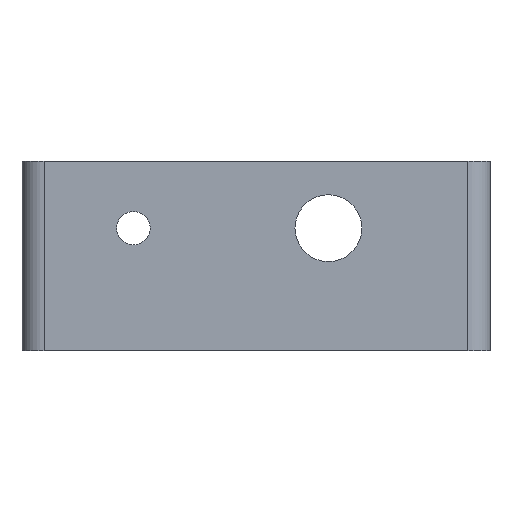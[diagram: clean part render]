
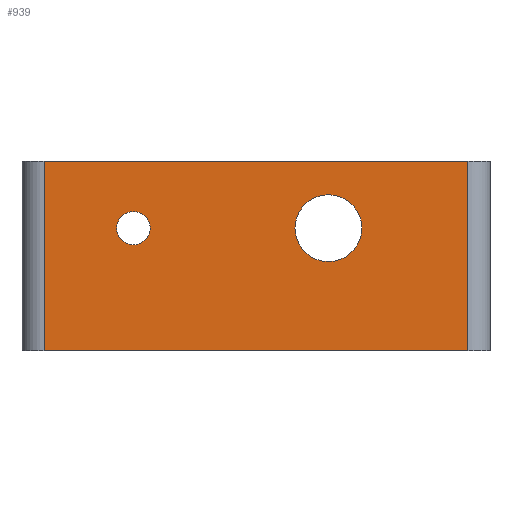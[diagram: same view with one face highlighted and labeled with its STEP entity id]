
A CAD part, front view. The second image highlights one B-rep face of the part: STEP entity #939.
In plain terms, the highlighted planar face has unit normal (0, -1, 0).
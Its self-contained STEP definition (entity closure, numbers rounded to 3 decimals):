
#231 = PLANE('',#232);
#232 = AXIS2_PLACEMENT_3D('',#233,#234,#235);
#233 = CARTESIAN_POINT('',(-3.197,-1.304,-8.5));
#234 = DIRECTION('',(0.,0.,1.));
#235 = DIRECTION('',(1.,0.,0.));
#312 = CYLINDRICAL_SURFACE('',#313,2.);
#313 = AXIS2_PLACEMENT_3D('',#314,#315,#316);
#314 = CARTESIAN_POINT('',(-22.197,-20.304,-8.5));
#315 = DIRECTION('',(0.,0.,1.));
#316 = DIRECTION('',(-0.707,-0.707,0.));
#340 = PLANE('',#341);
#341 = AXIS2_PLACEMENT_3D('',#342,#343,#344);
#342 = CARTESIAN_POINT('',(-3.197,-17.654,8.5));
#343 = DIRECTION('',(0.,0.,1.));
#344 = DIRECTION('',(1.,0.,0.));
#486 = VERTEX_POINT('',#487);
#487 = CARTESIAN_POINT('',(15.803,-22.304,-8.5));
#502 = CYLINDRICAL_SURFACE('',#503,2.);
#503 = AXIS2_PLACEMENT_3D('',#504,#505,#506);
#504 = CARTESIAN_POINT('',(15.803,-20.304,-8.5));
#505 = DIRECTION('',(0.,0.,1.));
#506 = DIRECTION('',(0.707,-0.707,0.));
#514 = EDGE_CURVE('',#515,#486,#517,.T.);
#515 = VERTEX_POINT('',#516);
#516 = CARTESIAN_POINT('',(-22.197,-22.304,-8.5));
#517 = SURFACE_CURVE('',#518,(#522,#529),.PCURVE_S1.);
#518 = LINE('',#519,#520);
#519 = CARTESIAN_POINT('',(-24.197,-22.304,-8.5));
#520 = VECTOR('',#521,1.);
#521 = DIRECTION('',(1.,0.,0.));
#522 = PCURVE('',#231,#523);
#523 = DEFINITIONAL_REPRESENTATION('',(#524),#528);
#524 = LINE('',#525,#526);
#525 = CARTESIAN_POINT('',(-21.,-21.));
#526 = VECTOR('',#527,1.);
#527 = DIRECTION('',(1.,0.));
#528 = ( GEOMETRIC_REPRESENTATION_CONTEXT(2) 
PARAMETRIC_REPRESENTATION_CONTEXT() REPRESENTATION_CONTEXT('2D SPACE',''
  ) );
#529 = PCURVE('',#530,#535);
#530 = PLANE('',#531);
#531 = AXIS2_PLACEMENT_3D('',#532,#533,#534);
#532 = CARTESIAN_POINT('',(-24.197,-22.304,-8.5));
#533 = DIRECTION('',(0.,-1.,0.));
#534 = DIRECTION('',(1.,0.,0.));
#535 = DEFINITIONAL_REPRESENTATION('',(#536),#540);
#536 = LINE('',#537,#538);
#537 = CARTESIAN_POINT('',(0.,0.));
#538 = VECTOR('',#539,1.);
#539 = DIRECTION('',(1.,0.));
#540 = ( GEOMETRIC_REPRESENTATION_CONTEXT(2) 
PARAMETRIC_REPRESENTATION_CONTEXT() REPRESENTATION_CONTEXT('2D SPACE',''
  ) );
#890 = VERTEX_POINT('',#891);
#891 = CARTESIAN_POINT('',(15.803,-22.304,8.5));
#917 = EDGE_CURVE('',#890,#486,#918,.T.);
#918 = SURFACE_CURVE('',#919,(#923,#930),.PCURVE_S1.);
#919 = LINE('',#920,#921);
#920 = CARTESIAN_POINT('',(15.803,-22.304,-8.5));
#921 = VECTOR('',#922,1.);
#922 = DIRECTION('',(0.,0.,-1.));
#923 = PCURVE('',#502,#924);
#924 = DEFINITIONAL_REPRESENTATION('',(#925),#929);
#925 = LINE('',#926,#927);
#926 = CARTESIAN_POINT('',(-0.785,0.));
#927 = VECTOR('',#928,1.);
#928 = DIRECTION('',(0.,-1.));
#929 = ( GEOMETRIC_REPRESENTATION_CONTEXT(2) 
PARAMETRIC_REPRESENTATION_CONTEXT() REPRESENTATION_CONTEXT('2D SPACE',''
  ) );
#930 = PCURVE('',#530,#931);
#931 = DEFINITIONAL_REPRESENTATION('',(#932),#936);
#932 = LINE('',#933,#934);
#933 = CARTESIAN_POINT('',(40.,0.));
#934 = VECTOR('',#935,1.);
#935 = DIRECTION('',(0.,-1.));
#936 = ( GEOMETRIC_REPRESENTATION_CONTEXT(2) 
PARAMETRIC_REPRESENTATION_CONTEXT() REPRESENTATION_CONTEXT('2D SPACE',''
  ) );
#939 = ADVANCED_FACE('',(#940,#988,#1023),#530,.T.);
#940 = FACE_BOUND('',#941,.T.);
#941 = EDGE_LOOP('',(#942,#943,#966,#987));
#942 = ORIENTED_EDGE('',*,*,#917,.F.);
#943 = ORIENTED_EDGE('',*,*,#944,.F.);
#944 = EDGE_CURVE('',#945,#890,#947,.T.);
#945 = VERTEX_POINT('',#946);
#946 = CARTESIAN_POINT('',(-22.197,-22.304,8.5));
#947 = SURFACE_CURVE('',#948,(#952,#959),.PCURVE_S1.);
#948 = LINE('',#949,#950);
#949 = CARTESIAN_POINT('',(-24.197,-22.304,8.5));
#950 = VECTOR('',#951,1.);
#951 = DIRECTION('',(1.,0.,0.));
#952 = PCURVE('',#530,#953);
#953 = DEFINITIONAL_REPRESENTATION('',(#954),#958);
#954 = LINE('',#955,#956);
#955 = CARTESIAN_POINT('',(0.,17.));
#956 = VECTOR('',#957,1.);
#957 = DIRECTION('',(1.,0.));
#958 = ( GEOMETRIC_REPRESENTATION_CONTEXT(2) 
PARAMETRIC_REPRESENTATION_CONTEXT() REPRESENTATION_CONTEXT('2D SPACE',''
  ) );
#959 = PCURVE('',#340,#960);
#960 = DEFINITIONAL_REPRESENTATION('',(#961),#965);
#961 = LINE('',#962,#963);
#962 = CARTESIAN_POINT('',(-21.,-4.65));
#963 = VECTOR('',#964,1.);
#964 = DIRECTION('',(1.,0.));
#965 = ( GEOMETRIC_REPRESENTATION_CONTEXT(2) 
PARAMETRIC_REPRESENTATION_CONTEXT() REPRESENTATION_CONTEXT('2D SPACE',''
  ) );
#966 = ORIENTED_EDGE('',*,*,#967,.F.);
#967 = EDGE_CURVE('',#515,#945,#968,.T.);
#968 = SURFACE_CURVE('',#969,(#973,#980),.PCURVE_S1.);
#969 = LINE('',#970,#971);
#970 = CARTESIAN_POINT('',(-22.197,-22.304,-8.5));
#971 = VECTOR('',#972,1.);
#972 = DIRECTION('',(0.,0.,1.));
#973 = PCURVE('',#530,#974);
#974 = DEFINITIONAL_REPRESENTATION('',(#975),#979);
#975 = LINE('',#976,#977);
#976 = CARTESIAN_POINT('',(2.,0.));
#977 = VECTOR('',#978,1.);
#978 = DIRECTION('',(0.,1.));
#979 = ( GEOMETRIC_REPRESENTATION_CONTEXT(2) 
PARAMETRIC_REPRESENTATION_CONTEXT() REPRESENTATION_CONTEXT('2D SPACE',''
  ) );
#980 = PCURVE('',#312,#981);
#981 = DEFINITIONAL_REPRESENTATION('',(#982),#986);
#982 = LINE('',#983,#984);
#983 = CARTESIAN_POINT('',(7.069,0.));
#984 = VECTOR('',#985,1.);
#985 = DIRECTION('',(0.,1.));
#986 = ( GEOMETRIC_REPRESENTATION_CONTEXT(2) 
PARAMETRIC_REPRESENTATION_CONTEXT() REPRESENTATION_CONTEXT('2D SPACE',''
  ) );
#987 = ORIENTED_EDGE('',*,*,#514,.T.);
#988 = FACE_BOUND('',#989,.T.);
#989 = EDGE_LOOP('',(#990));
#990 = ORIENTED_EDGE('',*,*,#991,.T.);
#991 = EDGE_CURVE('',#992,#992,#994,.T.);
#992 = VERTEX_POINT('',#993);
#993 = CARTESIAN_POINT('',(6.303,-22.304,2.5));
#994 = SURFACE_CURVE('',#995,(#1000,#1011),.PCURVE_S1.);
#995 = CIRCLE('',#996,3.);
#996 = AXIS2_PLACEMENT_3D('',#997,#998,#999);
#997 = CARTESIAN_POINT('',(3.303,-22.304,2.5));
#998 = DIRECTION('',(0.,1.,-0.));
#999 = DIRECTION('',(-1.,0.,0.));
#1000 = PCURVE('',#530,#1001);
#1001 = DEFINITIONAL_REPRESENTATION('',(#1002),#1010);
#1002 = ( BOUNDED_CURVE() B_SPLINE_CURVE(2,(#1003,#1004,#1005,#1006,
#1007,#1008,#1009),.UNSPECIFIED.,.T.,.F.) B_SPLINE_CURVE_WITH_KNOTS((1,2
    ,2,2,2,1),(-2.094,0.,2.094,4.189,
6.283,8.378),.UNSPECIFIED.) CURVE() 
GEOMETRIC_REPRESENTATION_ITEM() RATIONAL_B_SPLINE_CURVE((1.,0.5,1.,0.5,
1.,0.5,1.)) REPRESENTATION_ITEM('') );
#1003 = CARTESIAN_POINT('',(24.5,11.));
#1004 = CARTESIAN_POINT('',(24.5,16.196));
#1005 = CARTESIAN_POINT('',(29.,13.598));
#1006 = CARTESIAN_POINT('',(33.5,11.));
#1007 = CARTESIAN_POINT('',(29.,8.402));
#1008 = CARTESIAN_POINT('',(24.5,5.804));
#1009 = CARTESIAN_POINT('',(24.5,11.));
#1010 = ( GEOMETRIC_REPRESENTATION_CONTEXT(2) 
PARAMETRIC_REPRESENTATION_CONTEXT() REPRESENTATION_CONTEXT('2D SPACE',''
  ) );
#1011 = PCURVE('',#1012,#1017);
#1012 = CYLINDRICAL_SURFACE('',#1013,3.);
#1013 = AXIS2_PLACEMENT_3D('',#1014,#1015,#1016);
#1014 = CARTESIAN_POINT('',(3.303,-22.304,2.5));
#1015 = DIRECTION('',(0.,1.,0.));
#1016 = DIRECTION('',(-1.,0.,0.));
#1017 = DEFINITIONAL_REPRESENTATION('',(#1018),#1022);
#1018 = LINE('',#1019,#1020);
#1019 = CARTESIAN_POINT('',(0.,0.));
#1020 = VECTOR('',#1021,1.);
#1021 = DIRECTION('',(1.,0.));
#1022 = ( GEOMETRIC_REPRESENTATION_CONTEXT(2) 
PARAMETRIC_REPRESENTATION_CONTEXT() REPRESENTATION_CONTEXT('2D SPACE',''
  ) );
#1023 = FACE_BOUND('',#1024,.T.);
#1024 = EDGE_LOOP('',(#1025));
#1025 = ORIENTED_EDGE('',*,*,#1026,.T.);
#1026 = EDGE_CURVE('',#1027,#1027,#1029,.T.);
#1027 = VERTEX_POINT('',#1028);
#1028 = CARTESIAN_POINT('',(-12.697,-22.304,2.5));
#1029 = SURFACE_CURVE('',#1030,(#1035,#1046),.PCURVE_S1.);
#1030 = CIRCLE('',#1031,1.5);
#1031 = AXIS2_PLACEMENT_3D('',#1032,#1033,#1034);
#1032 = CARTESIAN_POINT('',(-14.197,-22.304,2.5));
#1033 = DIRECTION('',(0.,1.,-0.));
#1034 = DIRECTION('',(-1.,0.,0.));
#1035 = PCURVE('',#530,#1036);
#1036 = DEFINITIONAL_REPRESENTATION('',(#1037),#1045);
#1037 = ( BOUNDED_CURVE() B_SPLINE_CURVE(2,(#1038,#1039,#1040,#1041,
#1042,#1043,#1044),.UNSPECIFIED.,.T.,.F.) B_SPLINE_CURVE_WITH_KNOTS((1,2
    ,2,2,2,1),(-2.094,0.,2.094,4.189,
6.283,8.378),.UNSPECIFIED.) CURVE() 
GEOMETRIC_REPRESENTATION_ITEM() RATIONAL_B_SPLINE_CURVE((1.,0.5,1.,0.5,
1.,0.5,1.)) REPRESENTATION_ITEM('') );
#1038 = CARTESIAN_POINT('',(8.5,11.));
#1039 = CARTESIAN_POINT('',(8.5,13.598));
#1040 = CARTESIAN_POINT('',(10.75,12.299));
#1041 = CARTESIAN_POINT('',(13.,11.));
#1042 = CARTESIAN_POINT('',(10.75,9.701));
#1043 = CARTESIAN_POINT('',(8.5,8.402));
#1044 = CARTESIAN_POINT('',(8.5,11.));
#1045 = ( GEOMETRIC_REPRESENTATION_CONTEXT(2) 
PARAMETRIC_REPRESENTATION_CONTEXT() REPRESENTATION_CONTEXT('2D SPACE',''
  ) );
#1046 = PCURVE('',#1047,#1052);
#1047 = CYLINDRICAL_SURFACE('',#1048,1.5);
#1048 = AXIS2_PLACEMENT_3D('',#1049,#1050,#1051);
#1049 = CARTESIAN_POINT('',(-14.197,-22.304,2.5));
#1050 = DIRECTION('',(0.,1.,0.));
#1051 = DIRECTION('',(-1.,0.,0.));
#1052 = DEFINITIONAL_REPRESENTATION('',(#1053),#1057);
#1053 = LINE('',#1054,#1055);
#1054 = CARTESIAN_POINT('',(0.,0.));
#1055 = VECTOR('',#1056,1.);
#1056 = DIRECTION('',(1.,0.));
#1057 = ( GEOMETRIC_REPRESENTATION_CONTEXT(2) 
PARAMETRIC_REPRESENTATION_CONTEXT() REPRESENTATION_CONTEXT('2D SPACE',''
  ) );
